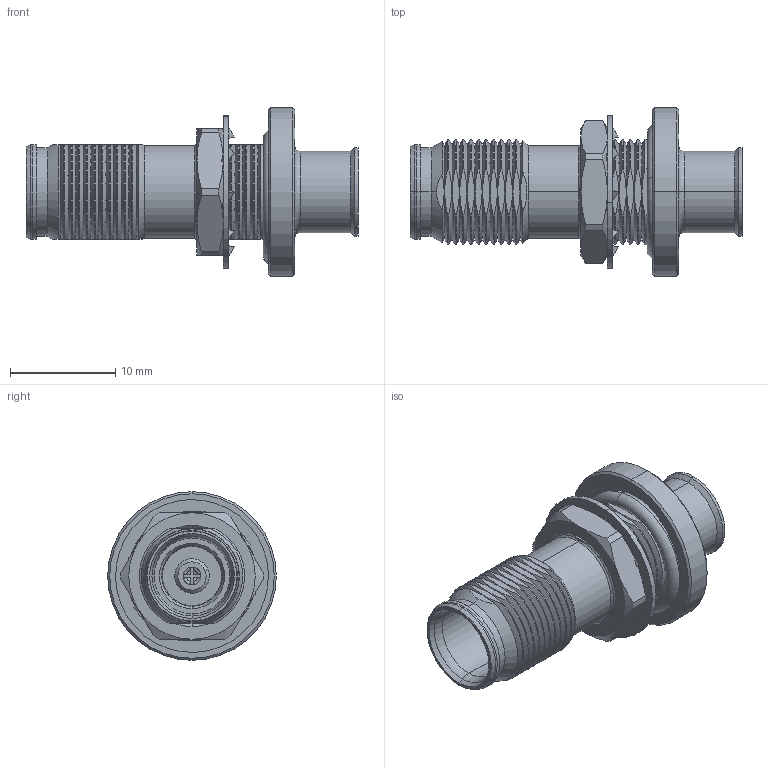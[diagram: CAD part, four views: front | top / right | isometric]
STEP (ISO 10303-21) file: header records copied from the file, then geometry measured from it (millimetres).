
FILE_DESCRIPTION (( 'STEP AP203' ), '1' );
FILE_NAME ('DG12-1.STEP', '2022-06-13T05:40:57', ( '' ), ( '' ), 'SwSTEP 2.0', 'SolidWorks 2010', '' );
FILE_SCHEMA (( 'CONFIG_CONTROL_DESIGN' ));
Length unit declared in the file: millimetre
Products named in the file (2): 錨璃2^AFDG12-1; DG12-1
Assembly tree (1 placements, depth 2):
  DG12-1
    錨璃2^AFDG12-1
Bounding box: 31.5 x 16 x 16 mm (x, y, z)
Volume: 1810.4 mm3; surface area: 2797 mm2
Topology: 1 solids, 10 shells, 425 faces, 1153 edges, 738 vertices
Faces by surface type: cone 167, cylinder 108, plane 100, bspline 32, torus 18
Entity records: 15231 total; most frequent: CARTESIAN_POINT 4855, ORIENTED_EDGE 2302, DIRECTION 1926, EDGE_CURVE 1151, AXIS2_PLACEMENT_3D 772, VERTEX_POINT 738, EDGE_LOOP 449, FACE_OUTER_BOUND 425
